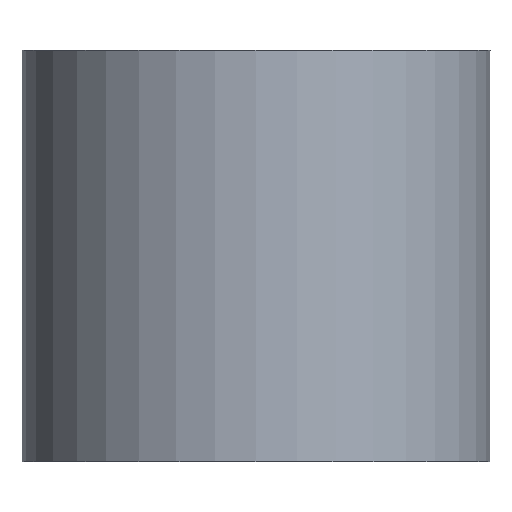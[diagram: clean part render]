
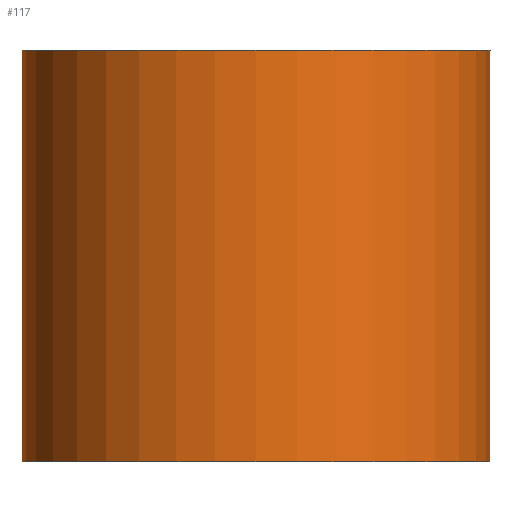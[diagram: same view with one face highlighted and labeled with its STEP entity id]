
A CAD part, front view. The second image highlights one B-rep face of the part: STEP entity #117.
In plain terms, the highlighted cylindrical face has radius 102.87 mm (diameter 205.74 mm), a full revolution.
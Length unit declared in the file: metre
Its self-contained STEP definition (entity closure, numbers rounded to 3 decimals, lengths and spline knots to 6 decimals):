
#26=ORIENTED_EDGE('',*,*,#43,.F.);
#27=ORIENTED_EDGE('',*,*,#40,.T.);
#40=EDGE_CURVE('',#50,#50,#60,.T.);
#43=EDGE_CURVE('',#53,#53,#63,.T.);
#50=VERTEX_POINT('',#207);
#53=VERTEX_POINT('',#216);
#60=CIRCLE('',#141,0.10287);
#63=CIRCLE('',#147,0.10287);
#76=EDGE_LOOP('',(#26));
#77=EDGE_LOOP('',(#27));
#96=FACE_BOUND('',#76,.T.);
#97=FACE_BOUND('',#77,.T.);
#110=CYLINDRICAL_SURFACE('',#146,0.10287);
#117=ADVANCED_FACE('',(#96,#97),#110,.T.);
#141=AXIS2_PLACEMENT_3D('',#206,#167,#168);
#146=AXIS2_PLACEMENT_3D('',#214,#177,#178);
#147=AXIS2_PLACEMENT_3D('',#215,#179,#180);
#167=DIRECTION('',(0.,0.,-1.));
#168=DIRECTION('',(-1.,0.,0.));
#177=DIRECTION('',(0.,0.,-1.));
#178=DIRECTION('',(-1.,0.,0.));
#179=DIRECTION('',(0.,0.,-1.));
#180=DIRECTION('',(-1.,0.,0.));
#206=CARTESIAN_POINT('',(0.,0.,1.382706));
#207=CARTESIAN_POINT('',(-0.10287,0.,1.382706));
#214=CARTESIAN_POINT('',(0.,0.,0.621848));
#215=CARTESIAN_POINT('',(0.,0.,1.201738));
#216=CARTESIAN_POINT('',(-0.10287,0.,1.201738));
